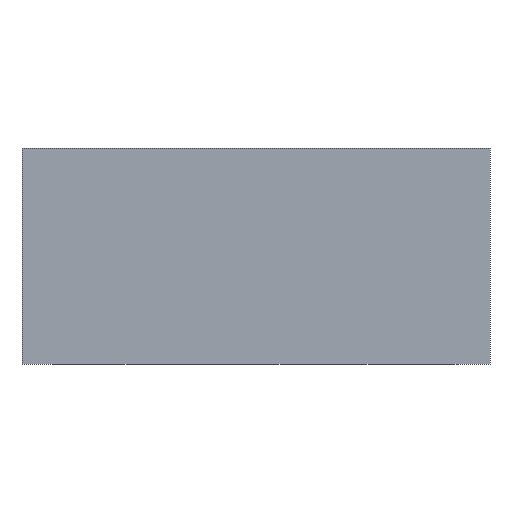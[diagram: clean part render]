
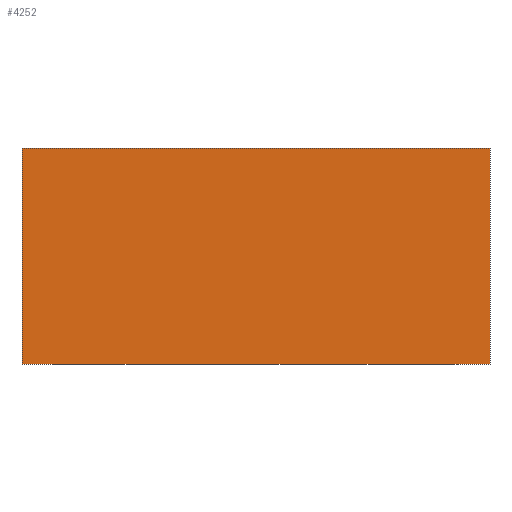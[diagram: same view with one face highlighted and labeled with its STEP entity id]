
A CAD part, front view. The second image highlights one B-rep face of the part: STEP entity #4252.
In plain terms, the highlighted planar face has unit normal (0, -1, 0).
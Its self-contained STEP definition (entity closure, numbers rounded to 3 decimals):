
#266=LINE('',#6656,#656);
#401=LINE('',#7332,#791);
#404=LINE('',#7438,#794);
#405=LINE('',#7439,#795);
#656=VECTOR('',#4950,65.);
#791=VECTOR('',#5197,65.);
#794=VECTOR('',#5340,30.);
#795=VECTOR('',#5341,30.);
#1238=PLANE('',#4490);
#1484=FACE_OUTER_BOUND('',#1808,.T.);
#1808=EDGE_LOOP('',(#3990,#3991,#3992,#3993));
#2110=VERTEX_POINT('',#6649);
#2113=VERTEX_POINT('',#6654);
#2245=VERTEX_POINT('',#7329);
#2246=VERTEX_POINT('',#7331);
#2628=EDGE_CURVE('',#2113,#2110,#266,.T.);
#2819=EDGE_CURVE('',#2245,#2246,#401,.T.);
#2854=EDGE_CURVE('',#2113,#2246,#404,.T.);
#2855=EDGE_CURVE('',#2110,#2245,#405,.T.);
#3990=ORIENTED_EDGE('',*,*,#2854,.T.);
#3991=ORIENTED_EDGE('',*,*,#2819,.F.);
#3992=ORIENTED_EDGE('',*,*,#2855,.F.);
#3993=ORIENTED_EDGE('',*,*,#2628,.F.);
#4252=ADVANCED_FACE('',(#1484),#1238,.F.);
#4490=AXIS2_PLACEMENT_3D('',#7437,#5338,#5339);
#4950=DIRECTION('',(1.,0.,0.));
#5197=DIRECTION('',(-1.,0.,0.));
#5338=DIRECTION('center_axis',(0.,1.,0.));
#5339=DIRECTION('ref_axis',(0.,0.,1.));
#5340=DIRECTION('',(0.,0.,-1.));
#5341=DIRECTION('',(0.,0.,-1.));
#6649=CARTESIAN_POINT('',(270.,0.,75.));
#6654=CARTESIAN_POINT('',(205.,0.,75.));
#6656=CARTESIAN_POINT('',(237.5,0.,75.));
#7329=CARTESIAN_POINT('',(270.,0.,45.));
#7331=CARTESIAN_POINT('',(205.,0.,45.));
#7332=CARTESIAN_POINT('',(237.5,0.,45.));
#7437=CARTESIAN_POINT('Origin',(237.5,0.,60.));
#7438=CARTESIAN_POINT('',(205.,0.,60.));
#7439=CARTESIAN_POINT('',(270.,0.,60.));
